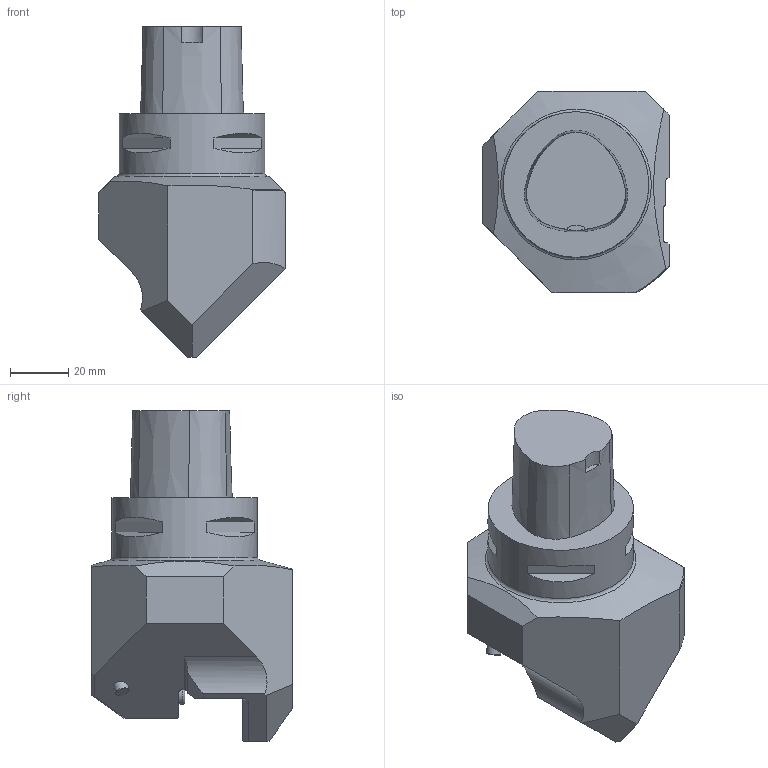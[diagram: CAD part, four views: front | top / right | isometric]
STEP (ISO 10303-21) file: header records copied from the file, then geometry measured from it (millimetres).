
FILE_DESCRIPTION(/* description */ (''),/* implementation_level */ '2;1');
FILE_NAME(/* name */ '1548323763526.stp',/* time_stamp */ '2019-01-24T15:26:23+06:00',/* author */ (''),/* organization */ ('SMS'),/* preprocessor_version */ 'ST-DEVELOPER v15',/* originating_system */ 'SIEMENS PLM Software NX 8.5',/* authorisation */ '');
FILE_SCHEMA (('AUTOMOTIVE_DESIGN { 1 0 10303 214 3 1 1 1 }'));
Length unit declared in the file: millimetre
Products named in the file (1): 200952565mod000_01
Bounding box: 64 x 69 x 113.59 mm (x, y, z)
Volume: 208966.5 mm3; surface area: 25254.2 mm2
Topology: 1 solids, 1 shells, 87 faces, 215 edges, 145 vertices
Faces by surface type: plane 58, cylinder 15, cone 9, torus 5
Full cylindrical faces by diameter (mm): 5 x1, 7 x3, 10.5 x3, 50 x1
Entity records: 2548 total; most frequent: CARTESIAN_POINT 494, DIRECTION 424, ORIENTED_EDGE 384, EDGE_CURVE 192, AXIS2_PLACEMENT_3D 153, VERTEX_POINT 133, LINE 118, VECTOR 118
